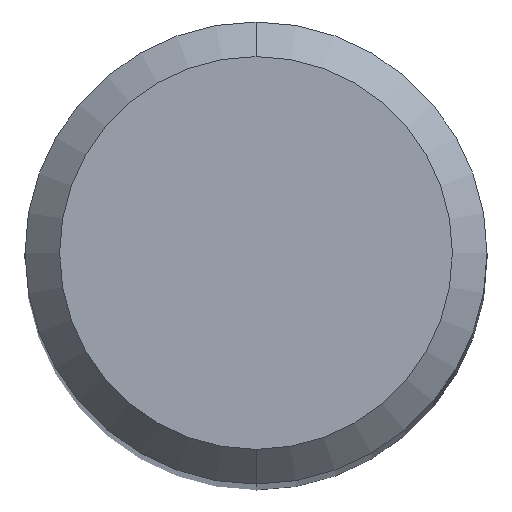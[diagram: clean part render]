
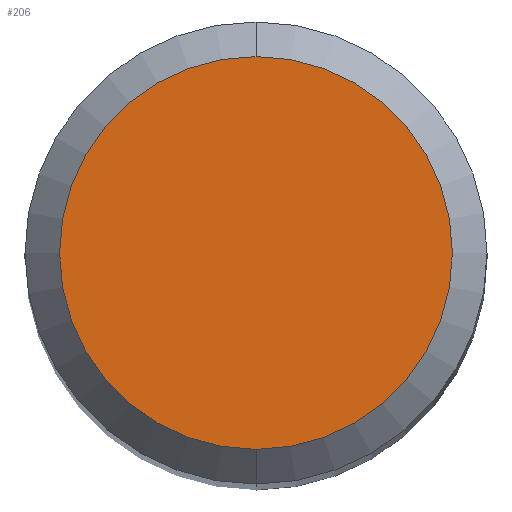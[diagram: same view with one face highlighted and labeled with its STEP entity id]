
A CAD part, top view. The second image highlights one B-rep face of the part: STEP entity #206.
In plain terms, the highlighted planar face has unit normal (0, 0, 1).
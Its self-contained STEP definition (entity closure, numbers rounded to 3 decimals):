
#98=EDGE_CURVE('',#100,#198,#235,.T.);
#100=VERTEX_POINT('',#237);
#136=EDGE_CURVE('',#198,#100,#280,.T.);
#198=VERTEX_POINT('',#348);
#206=ADVANCED_FACE('',(#358),#359,.T.);
#235=CIRCLE('',#381,1.7);
#237=CARTESIAN_POINT('',(0.,-1.7,0.0));
#280=CIRCLE('',#435,1.7);
#348=CARTESIAN_POINT('',(0.0,1.7,0.0));
#358=FACE_OUTER_BOUND('',#536,.T.);
#359=PLANE('',#537);
#381=AXIS2_PLACEMENT_3D('',#542,#543,#544);
#435=AXIS2_PLACEMENT_3D('',#605,#606,#607);
#536=EDGE_LOOP('',(#706,#707));
#537=AXIS2_PLACEMENT_3D('',#708,#709,#710);
#542=CARTESIAN_POINT('',(0.0,0.0,0.0));
#543=DIRECTION('',(0.0,0.0,-1.0));
#544=DIRECTION('',(0.0,1.0,0.0));
#605=CARTESIAN_POINT('',(0.0,0.0,0.0));
#606=DIRECTION('',(0.0,0.0,-1.0));
#607=DIRECTION('',(0.0,1.0,0.0));
#706=ORIENTED_EDGE('',*,*,#136,.F.);
#707=ORIENTED_EDGE('',*,*,#98,.F.);
#708=CARTESIAN_POINT('',(0.0,0.85,0.0));
#709=DIRECTION('',(-0.0,0.0,1.0));
#710=DIRECTION('',(0.0,-1.0,0.0));
